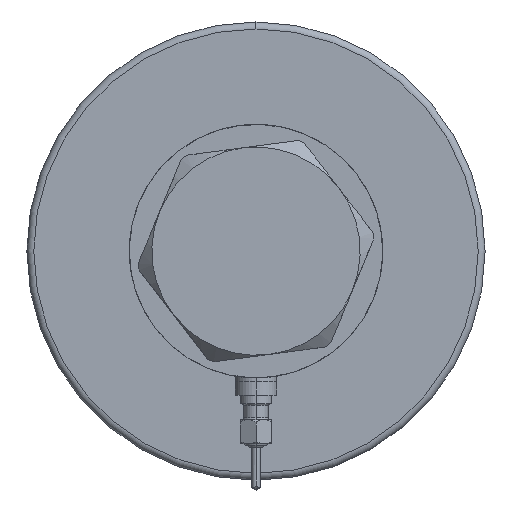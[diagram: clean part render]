
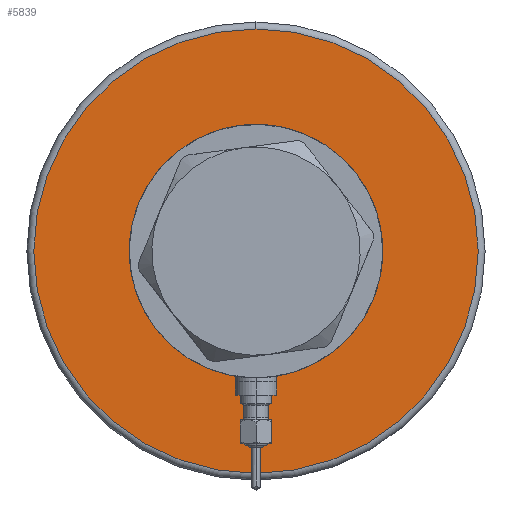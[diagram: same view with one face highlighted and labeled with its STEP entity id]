
A CAD part, left-side view. The second image highlights one B-rep face of the part: STEP entity #5839.
In plain terms, the highlighted face is planar.
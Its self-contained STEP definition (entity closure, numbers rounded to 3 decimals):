
#104 = VERTEX_POINT ( 'NONE', #956 ) ;
#274 = CIRCLE ( 'NONE', #3741, 30. ) ;
#320 = EDGE_CURVE ( 'NONE', #5699, #2991, #5681, .T. ) ;
#621 = EDGE_LOOP ( 'NONE', ( #3318, #1907 ) ) ;
#690 = EDGE_CURVE ( 'NONE', #3592, #104, #274, .T. ) ;
#956 = CARTESIAN_POINT ( 'NONE',  ( 30., 0., 0. ) ) ;
#986 = DIRECTION ( 'NONE',  ( 0., 0., 1. ) ) ;
#1354 = ORIENTED_EDGE ( 'NONE', *, *, #4219, .T. ) ;
#1509 = DIRECTION ( 'NONE',  ( 0., 0., 1. ) ) ;
#1907 = ORIENTED_EDGE ( 'NONE', *, *, #690, .T. ) ;
#1998 = AXIS2_PLACEMENT_3D ( 'NONE', #4678, #3647, #6788 ) ;
#2063 = PLANE ( 'NONE',  #6746 ) ;
#2403 = CARTESIAN_POINT ( 'NONE',  ( 0., 0., 0. ) ) ;
#2696 = CARTESIAN_POINT ( 'NONE',  ( -64., 0., 0. ) ) ;
#2699 = EDGE_LOOP ( 'NONE', ( #6160, #1354 ) ) ;
#2732 = CARTESIAN_POINT ( 'NONE',  ( 64., 0., 0. ) ) ;
#2991 = VERTEX_POINT ( 'NONE', #2696 ) ;
#3032 = DIRECTION ( 'NONE',  ( 1., 0., 0. ) ) ;
#3038 = CARTESIAN_POINT ( 'NONE',  ( 0., 0., 0. ) ) ;
#3236 = FACE_OUTER_BOUND ( 'NONE', #2699, .T. ) ;
#3318 = ORIENTED_EDGE ( 'NONE', *, *, #6694, .T. ) ;
#3592 = VERTEX_POINT ( 'NONE', #3824 ) ;
#3634 = DIRECTION ( 'NONE',  ( 0., 0., -1. ) ) ;
#3647 = DIRECTION ( 'NONE',  ( 0., 0., 1. ) ) ;
#3741 = AXIS2_PLACEMENT_3D ( 'NONE', #2403, #986, #3032 ) ;
#3824 = CARTESIAN_POINT ( 'NONE',  ( -30., 0., 0. ) ) ;
#4186 = CARTESIAN_POINT ( 'NONE',  ( 0., 0., 0. ) ) ;
#4219 = EDGE_CURVE ( 'NONE', #2991, #5699, #6522, .T. ) ;
#4492 = DIRECTION ( 'NONE',  ( 0., 0., -1. ) ) ;
#4678 = CARTESIAN_POINT ( 'NONE',  ( 0., 0., 0. ) ) ;
#4864 = AXIS2_PLACEMENT_3D ( 'NONE', #3038, #3634, #6224 ) ;
#5014 = AXIS2_PLACEMENT_3D ( 'NONE', #5452, #4492, #6603 ) ;
#5245 = FACE_BOUND ( 'NONE', #621, .T. ) ;
#5452 = CARTESIAN_POINT ( 'NONE',  ( 0., 0., 0. ) ) ;
#5681 = CIRCLE ( 'NONE', #5014, 64. ) ;
#5691 = DIRECTION ( 'NONE',  ( 1., 0., 0. ) ) ;
#5699 = VERTEX_POINT ( 'NONE', #2732 ) ;
#5755 = CIRCLE ( 'NONE', #1998, 30. ) ;
#5839 = ADVANCED_FACE ( 'NONE', ( #3236, #5245 ), #2063, .F. ) ;
#6160 = ORIENTED_EDGE ( 'NONE', *, *, #320, .T. ) ;
#6224 = DIRECTION ( 'NONE',  ( 1., 0., 0. ) ) ;
#6522 = CIRCLE ( 'NONE', #4864, 64. ) ;
#6603 = DIRECTION ( 'NONE',  ( 1., 0., 0. ) ) ;
#6694 = EDGE_CURVE ( 'NONE', #104, #3592, #5755, .T. ) ;
#6746 = AXIS2_PLACEMENT_3D ( 'NONE', #4186, #1509, #5691 ) ;
#6788 = DIRECTION ( 'NONE',  ( 1., 0., 0. ) ) ;
